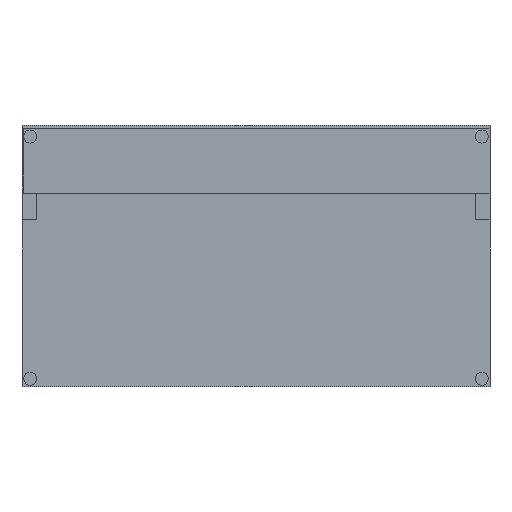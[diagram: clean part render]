
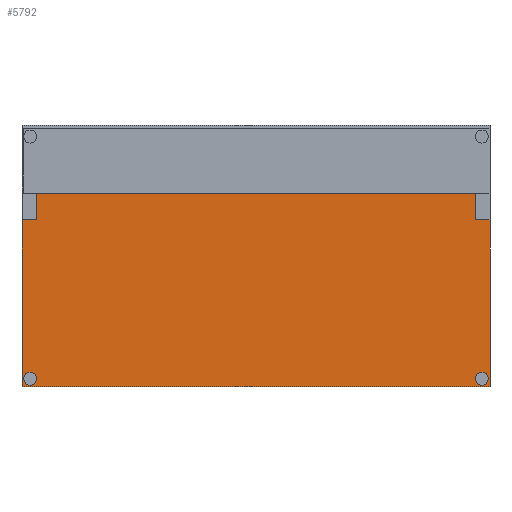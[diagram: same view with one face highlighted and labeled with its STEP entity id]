
A CAD part, front view. The second image highlights one B-rep face of the part: STEP entity #5792.
In plain terms, the highlighted planar face has unit normal (0, -1, 0).
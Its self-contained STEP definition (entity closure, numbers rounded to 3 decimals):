
#390=FACE_OUTER_BOUND('',#739,.T.);
#739=EDGE_LOOP('',(#3882,#3883,#3884,#3885,#3886,#3887,#3888,#3889));
#1105=LINE('',#8533,#1756);
#1108=LINE('',#8538,#1759);
#1111=LINE('',#8543,#1762);
#1112=LINE('',#8546,#1763);
#1115=LINE('',#8551,#1766);
#1116=LINE('',#8554,#1767);
#1118=LINE('',#8558,#1769);
#1120=LINE('',#8561,#1771);
#1756=VECTOR('',#6771,10.);
#1759=VECTOR('',#6776,10.);
#1762=VECTOR('',#6781,10.);
#1763=VECTOR('',#6784,10.);
#1766=VECTOR('',#6789,10.);
#1767=VECTOR('',#6792,10.);
#1769=VECTOR('',#6796,10.);
#1771=VECTOR('',#6800,10.);
#2401=VERTEX_POINT('',#8531);
#2402=VERTEX_POINT('',#8532);
#2403=VERTEX_POINT('',#8537);
#2404=VERTEX_POINT('',#8541);
#2405=VERTEX_POINT('',#8545);
#2406=VERTEX_POINT('',#8549);
#2407=VERTEX_POINT('',#8553);
#2408=VERTEX_POINT('',#8557);
#2983=EDGE_CURVE('',#2401,#2402,#1105,.T.);
#2986=EDGE_CURVE('',#2403,#2401,#1108,.T.);
#2989=EDGE_CURVE('',#2404,#2402,#1111,.T.);
#2990=EDGE_CURVE('',#2403,#2405,#1112,.T.);
#2993=EDGE_CURVE('',#2406,#2404,#1115,.T.);
#2994=EDGE_CURVE('',#2405,#2407,#1116,.T.);
#2996=EDGE_CURVE('',#2408,#2406,#1118,.T.);
#2998=EDGE_CURVE('',#2407,#2408,#1120,.T.);
#3882=ORIENTED_EDGE('',*,*,#2998,.F.);
#3883=ORIENTED_EDGE('',*,*,#2994,.F.);
#3884=ORIENTED_EDGE('',*,*,#2990,.F.);
#3885=ORIENTED_EDGE('',*,*,#2986,.T.);
#3886=ORIENTED_EDGE('',*,*,#2983,.T.);
#3887=ORIENTED_EDGE('',*,*,#2989,.F.);
#3888=ORIENTED_EDGE('',*,*,#2993,.F.);
#3889=ORIENTED_EDGE('',*,*,#2996,.F.);
#5527=PLANE('',#6195);
#5792=ADVANCED_FACE('',(#390),#5527,.F.);
#6195=AXIS2_PLACEMENT_3D('',#8562,#6801,#6802);
#6771=DIRECTION('',(-1.,0.,0.));
#6776=DIRECTION('',(0.,0.,1.));
#6781=DIRECTION('',(0.,0.,1.));
#6784=DIRECTION('',(1.,0.,0.));
#6789=DIRECTION('',(1.,0.,0.));
#6792=DIRECTION('',(0.,0.,-1.));
#6796=DIRECTION('',(0.,0.,1.));
#6800=DIRECTION('',(-1.,0.,0.));
#6801=DIRECTION('center_axis',(0.,1.,0.));
#6802=DIRECTION('ref_axis',(0.,0.,1.));
#8531=CARTESIAN_POINT('',(681.,0.,341.5));
#8532=CARTESIAN_POINT('',(-681.,0.,341.5));
#8533=CARTESIAN_POINT('',(-340.5,0.,341.5));
#8537=CARTESIAN_POINT('',(681.,0.,258.5));
#8538=CARTESIAN_POINT('',(681.,0.,258.5));
#8541=CARTESIAN_POINT('',(-681.,0.,258.5));
#8543=CARTESIAN_POINT('',(-681.,0.,258.5));
#8545=CARTESIAN_POINT('',(725.,0.,258.5));
#8546=CARTESIAN_POINT('',(-725.,0.,258.5));
#8549=CARTESIAN_POINT('',(-725.,0.,258.5));
#8551=CARTESIAN_POINT('',(-725.,0.,258.5));
#8553=CARTESIAN_POINT('',(725.,0.,-258.5));
#8554=CARTESIAN_POINT('',(725.,0.,258.5));
#8557=CARTESIAN_POINT('',(-725.,0.,-258.5));
#8558=CARTESIAN_POINT('',(-725.,0.,-258.5));
#8561=CARTESIAN_POINT('',(725.,0.,-258.5));
#8562=CARTESIAN_POINT('Origin',(0.,0.,0.));
